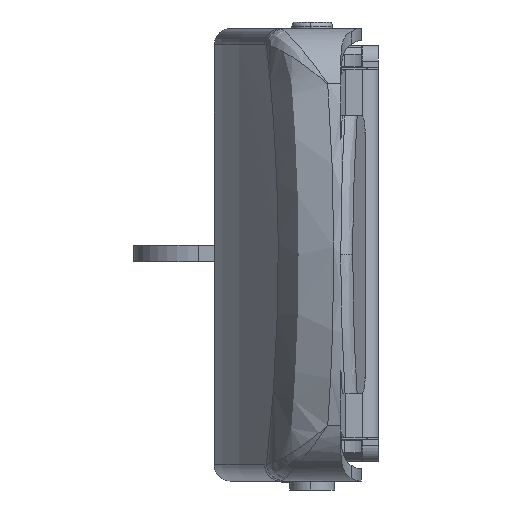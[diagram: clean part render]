
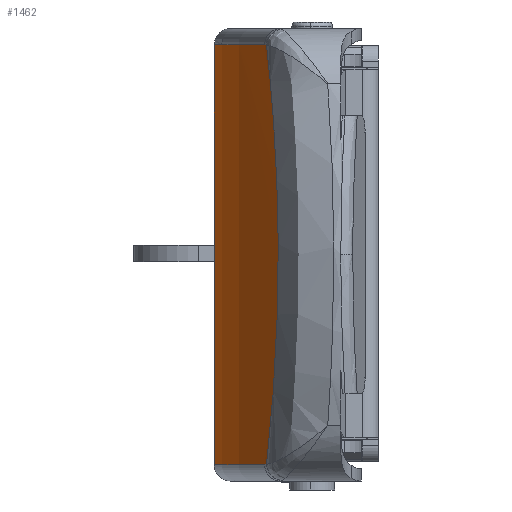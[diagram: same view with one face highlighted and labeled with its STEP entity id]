
A CAD part, left-side view. The second image highlights one B-rep face of the part: STEP entity #1462.
In plain terms, the highlighted cylindrical face has radius 270 mm (diameter 540 mm), a partial arc.
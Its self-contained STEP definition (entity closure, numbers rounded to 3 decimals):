
#789 = EDGE_CURVE ( 'NONE', #4425, #4380, #5004, .T. ) ;
#821 = VECTOR ( 'NONE', #2720, 1000. ) ;
#981 = AXIS2_PLACEMENT_3D ( 'NONE', #5575, #5576, #5577 ) ;
#1313 = B_SPLINE_CURVE_WITH_KNOTS ( 'NONE', 3,
 ( #7418, #7419, #7420, #7421 ),
 .UNSPECIFIED., .F., .F.,
 ( 4, 4 ),
 ( 0., 0.001 ),
 .UNSPECIFIED. ) ;
#1323 = B_SPLINE_CURVE_WITH_KNOTS ( 'NONE', 3,
 ( #9633, #9634, #9635, #9636 ),
 .UNSPECIFIED., .F., .F.,
 ( 4, 4 ),
 ( 0., 0.001 ),
 .UNSPECIFIED. ) ;
#1324 = B_SPLINE_CURVE_WITH_KNOTS ( 'NONE', 3,
 ( #9640, #9641, #9642, #9643, #9644, #9645, #9646, #9647, #9648, #9649, #9650, #9651, #9652, #9653, #9654, #9655, #9656, #9657, #9658, #9659, #9660, #9661 ),
 .UNSPECIFIED., .F., .F.,
 ( 4, 2, 2, 2, 2, 2, 2, 2, 2, 2, 4 ),
 ( 0.002, 0.009, 0.012, 0.016, 0.022, 0.029, 0.036, 0.042, 0.046, 0.049, 0.056 ),
 .UNSPECIFIED. ) ;
#1462 = ADVANCED_FACE ( 'NONE', ( #5127 ), #5128, .T. ) ;
#1622 = EDGE_CURVE ( 'NONE', #3088, #4425, #6677, .T. ) ;
#1833 = EDGE_CURVE ( 'NONE', #3106, #3088, #1313, .T. ) ;
#2719 = CARTESIAN_POINT ( 'NONE',  ( -18., 12., 30. ) ) ;
#2720 = DIRECTION ( 'NONE',  ( 0., 0., -1. ) ) ;
#3088 = VERTEX_POINT ( 'NONE', #8932 ) ;
#3106 = VERTEX_POINT ( 'NONE', #8950 ) ;
#3110 = VERTEX_POINT ( 'NONE', #8954 ) ;
#3111 = VERTEX_POINT ( 'NONE', #8955 ) ;
#3419 = EDGE_LOOP ( 'NONE', ( #4762, #4764, #4763, #4765, #4766, #3454 ) ) ;
#3454 = ORIENTED_EDGE ( 'NONE', *, *, #789, .T. ) ;
#4380 = VERTEX_POINT ( 'NONE', #9237 ) ;
#4425 = VERTEX_POINT ( 'NONE', #9282 ) ;
#4762 = ORIENTED_EDGE ( 'NONE', *, *, #10217, .T. ) ;
#4763 = ORIENTED_EDGE ( 'NONE', *, *, #10218, .T. ) ;
#4764 = ORIENTED_EDGE ( 'NONE', *, *, #10216, .T. ) ;
#4765 = ORIENTED_EDGE ( 'NONE', *, *, #1833, .T. ) ;
#4766 = ORIENTED_EDGE ( 'NONE', *, *, #1622, .T. ) ;
#5004 = LINE ( 'NONE', #2719, #821 ) ;
#5127 = FACE_OUTER_BOUND ( 'NONE', #3419, .T. ) ;
#5128 = CYLINDRICAL_SURFACE ( 'NONE', #981, 270. ) ;
#5575 = CARTESIAN_POINT ( 'NONE',  ( -12.942, -257.953, 30. ) ) ;
#5576 = DIRECTION ( 'NONE',  ( 0., 0., -1. ) ) ;
#5577 = DIRECTION ( 'NONE',  ( -1., 0., 0. ) ) ;
#6295 = CARTESIAN_POINT ( 'NONE',  ( -12.942, -257.953, 25.7 ) ) ;
#6296 = DIRECTION ( 'NONE',  ( 0., 0., -1. ) ) ;
#6297 = DIRECTION ( 'NONE',  ( -1., 0., 0. ) ) ;
#6677 = CIRCLE ( 'NONE', #6682, 270. ) ;
#6682 = AXIS2_PLACEMENT_3D ( 'NONE', #6295, #6296, #6297 ) ;
#7418 = CARTESIAN_POINT ( 'NONE',  ( -71.548, 5.61, 25.632 ) ) ;
#7419 = CARTESIAN_POINT ( 'NONE',  ( -71.2, 5.688, 25.677 ) ) ;
#7420 = CARTESIAN_POINT ( 'NONE',  ( -70.851, 5.764, 25.7 ) ) ;
#7421 = CARTESIAN_POINT ( 'NONE',  ( -70.5, 5.841, 25.7 ) ) ;
#8932 = CARTESIAN_POINT ( 'NONE',  ( -70.5, 5.841, 25.7 ) ) ;
#8950 = CARTESIAN_POINT ( 'NONE',  ( -71.548, 5.61, 25.632 ) ) ;
#8954 = CARTESIAN_POINT ( 'NONE',  ( -70.5, 5.841, -25.7 ) ) ;
#8955 = CARTESIAN_POINT ( 'NONE',  ( -71.548, 5.61, -25.632 ) ) ;
#9237 = CARTESIAN_POINT ( 'NONE',  ( -18., 12., -25.7 ) ) ;
#9282 = CARTESIAN_POINT ( 'NONE',  ( -18., 12., 25.7 ) ) ;
#9633 = CARTESIAN_POINT ( 'NONE',  ( -70.5, 5.841, -25.7 ) ) ;
#9634 = CARTESIAN_POINT ( 'NONE',  ( -70.851, 5.764, -25.7 ) ) ;
#9635 = CARTESIAN_POINT ( 'NONE',  ( -71.2, 5.688, -25.677 ) ) ;
#9636 = CARTESIAN_POINT ( 'NONE',  ( -71.548, 5.61, -25.632 ) ) ;
#9637 = CARTESIAN_POINT ( 'NONE',  ( -12.942, -257.953, -25.7 ) ) ;
#9638 = DIRECTION ( 'NONE',  ( 0., 0., 1. ) ) ;
#9639 = DIRECTION ( 'NONE',  ( 1., 0., 0. ) ) ;
#9640 = CARTESIAN_POINT ( 'NONE',  ( -71.548, 5.61, -25.632 ) ) ;
#9641 = CARTESIAN_POINT ( 'NONE',  ( -72.55, 5.387, -23.651 ) ) ;
#9642 = CARTESIAN_POINT ( 'NONE',  ( -73.435, 5.185, -21.616 ) ) ;
#9643 = CARTESIAN_POINT ( 'NONE',  ( -74.586, 4.917, -18.482 ) ) ;
#9644 = CARTESIAN_POINT ( 'NONE',  ( -74.94, 4.833, -17.422 ) ) ;
#9645 = CARTESIAN_POINT ( 'NONE',  ( -75.582, 4.681, -15.295 ) ) ;
#9646 = CARTESIAN_POINT ( 'NONE',  ( -75.871, 4.612, -14.226 ) ) ;
#9647 = CARTESIAN_POINT ( 'NONE',  ( -76.641, 4.426, -11.002 ) ) ;
#9648 = CARTESIAN_POINT ( 'NONE',  ( -77.028, 4.332, -8.831 ) ) ;
#9649 = CARTESIAN_POINT ( 'NONE',  ( -77.547, 4.205, -4.445 ) ) ;
#9650 = CARTESIAN_POINT ( 'NONE',  ( -77.679, 4.172, -2.229 ) ) ;
#9651 = CARTESIAN_POINT ( 'NONE',  ( -77.678, 4.172, 2.248 ) ) ;
#9652 = CARTESIAN_POINT ( 'NONE',  ( -77.545, 4.205, 4.462 ) ) ;
#9653 = CARTESIAN_POINT ( 'NONE',  ( -77.026, 4.332, 8.844 ) ) ;
#9654 = CARTESIAN_POINT ( 'NONE',  ( -76.639, 4.427, 11.012 ) ) ;
#9655 = CARTESIAN_POINT ( 'NONE',  ( -75.87, 4.612, 14.23 ) ) ;
#9656 = CARTESIAN_POINT ( 'NONE',  ( -75.581, 4.681, 15.297 ) ) ;
#9657 = CARTESIAN_POINT ( 'NONE',  ( -74.941, 4.833, 17.419 ) ) ;
#9658 = CARTESIAN_POINT ( 'NONE',  ( -74.588, 4.916, 18.476 ) ) ;
#9659 = CARTESIAN_POINT ( 'NONE',  ( -73.436, 5.184, 21.614 ) ) ;
#9660 = CARTESIAN_POINT ( 'NONE',  ( -72.55, 5.387, 23.651 ) ) ;
#9661 = CARTESIAN_POINT ( 'NONE',  ( -71.548, 5.61, 25.632 ) ) ;
#9928 = CIRCLE ( 'NONE', #9947, 270. ) ;
#9947 = AXIS2_PLACEMENT_3D ( 'NONE', #9637, #9638, #9639 ) ;
#10216 = EDGE_CURVE ( 'NONE', #3110, #3111, #1323, .T. ) ;
#10217 = EDGE_CURVE ( 'NONE', #4380, #3110, #9928, .T. ) ;
#10218 = EDGE_CURVE ( 'NONE', #3111, #3106, #1324, .T. ) ;
